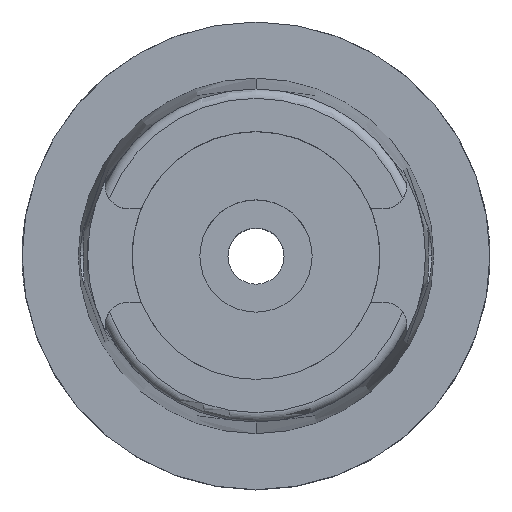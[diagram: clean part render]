
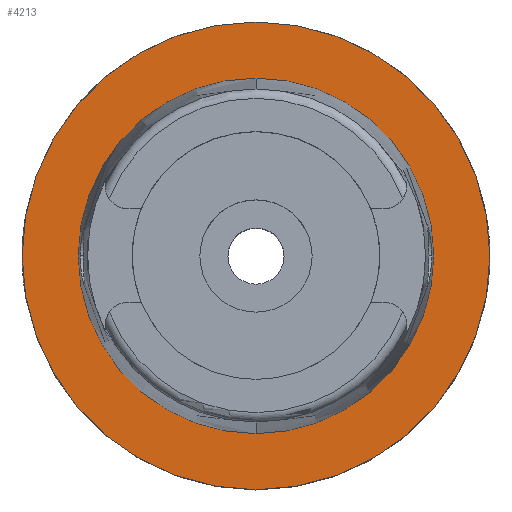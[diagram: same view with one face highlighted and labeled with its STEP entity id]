
A CAD part, top view. The second image highlights one B-rep face of the part: STEP entity #4213.
In plain terms, the highlighted planar face has unit normal (0, 0, 1).
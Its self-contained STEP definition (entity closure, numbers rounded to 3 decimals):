
#1981=CARTESIAN_POINT('',(0.,0.,0.));
#1982=DIRECTION('',(0.,0.,-1.));
#1983=DIRECTION('',(0.,-1.,0.));
#1984=AXIS2_PLACEMENT_3D('',#1981,#1982,#1983);
#1989=CARTESIAN_POINT('',(0.,0.,0.));
#1990=DIRECTION('',(0.,0.,-1.));
#1991=DIRECTION('',(0.,1.,0.));
#1992=AXIS2_PLACEMENT_3D('',#1989,#1990,#1991);
#1997=CARTESIAN_POINT('',(0.,0.,0.));
#1998=DIRECTION('',(0.,0.,1.));
#1999=DIRECTION('',(0.,-1.,0.));
#2000=AXIS2_PLACEMENT_3D('',#1997,#1998,#1999);
#2005=CARTESIAN_POINT('',(0.,0.,0.));
#2006=DIRECTION('',(0.,0.,1.));
#2007=DIRECTION('',(0.,1.,0.));
#2008=AXIS2_PLACEMENT_3D('',#2005,#2006,#2007);
#2469=CARTESIAN_POINT('',(0.,-38.,0.));
#2470=VERTEX_POINT('',#2469);
#2471=CARTESIAN_POINT('',(0.,38.,0.));
#2472=VERTEX_POINT('',#2471);
#2726=CARTESIAN_POINT('',(0.,50.,0.));
#2727=VERTEX_POINT('',#2726);
#2728=CARTESIAN_POINT('',(0.,-50.,0.));
#2729=VERTEX_POINT('',#2728);
#4200=CARTESIAN_POINT('',(0.,0.,0.));
#4201=DIRECTION('',(0.,0.,-1.));
#4202=DIRECTION('',(0.,-1.,0.));
#4203=AXIS2_PLACEMENT_3D('',#4200,#4201,#4202);
#4204=PLANE('',#4203);
#4205=ORIENTED_EDGE('',*,*,#3965,.T.);
#4206=ORIENTED_EDGE('',*,*,#4074,.T.);
#4207=EDGE_LOOP('',(#4205,#4206));
#4208=FACE_OUTER_BOUND('',#4207,.F.);
#4209=ORIENTED_EDGE('',*,*,#2985,.T.);
#4210=ORIENTED_EDGE('',*,*,#2956,.T.);
#4211=EDGE_LOOP('',(#4209,#4210));
#4212=FACE_BOUND('',#4211,.F.);
#1985=CIRCLE('',#1984,50.);
#1993=CIRCLE('',#1992,50.);
#2001=CIRCLE('',#2000,38.);
#2009=CIRCLE('',#2008,38.);
#2956=EDGE_CURVE('',#2472,#2470,#2009,.T.);
#2985=EDGE_CURVE('',#2470,#2472,#2001,.T.);
#3965=EDGE_CURVE('',#2729,#2727,#1985,.T.);
#4074=EDGE_CURVE('',#2727,#2729,#1993,.T.);
#4213=ADVANCED_FACE('',(#4208,#4212),#4204,.F.);
